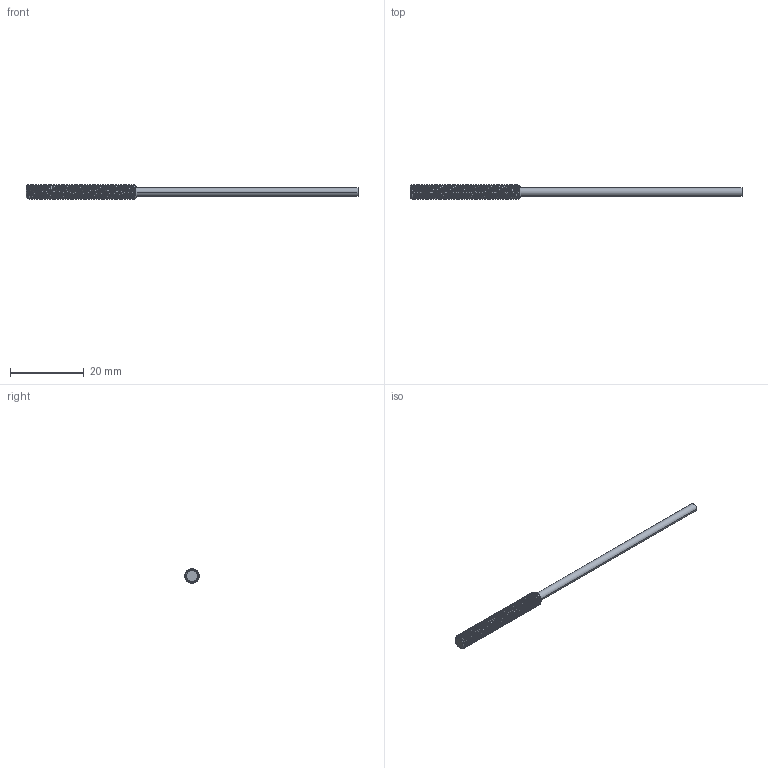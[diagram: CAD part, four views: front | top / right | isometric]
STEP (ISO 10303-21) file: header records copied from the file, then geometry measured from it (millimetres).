
FILE_DESCRIPTION((''),'2;1');
FILE_NAME('PT4Y10CC_ASM','2020-06-09T11:29:04',('Administrator'),(''),'CREO PARAMETRIC BY PTC INC, 2018400','CREO PARAMETRIC BY PTC INC, 2018400','');
FILE_SCHEMA(('AUTOMOTIVE_DESIGN { 1 0 10303 214 1 1 1 1 }'));
Length unit declared in the file: millimetre
Products named in the file (3): M4-QYTOU_; 22XIAN; PT4Y10CC_ASM
Assembly tree (2 placements, depth 2):
  PT4Y10CC_ASM
    M4-QYTOU_
    22XIAN
Bounding box: 90 x 3.9 x 3.9 mm (x, y, z)
Volume: 535.2 mm3; surface area: 928.4 mm2
Topology: 2 solids, 2 shells, 128 faces, 350 edges, 226 vertices
Faces by surface type: cylinder 84, bspline 36, plane 4, cone 4
Entity records: 14066 total; most frequent: CARTESIAN_POINT 11215, ORIENTED_EDGE 700, EDGE_CURVE 350, DIRECTION 323, B_SPLINE_CURVE_WITH_KNOTS 231, VERTEX_POINT 226, EDGE_LOOP 128, FACE_OUTER_BOUND 128
